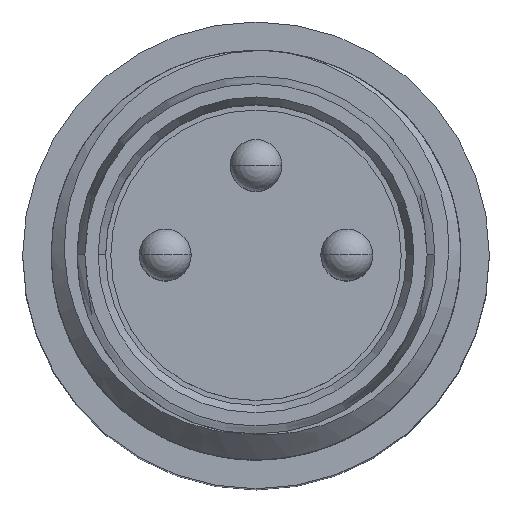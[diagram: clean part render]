
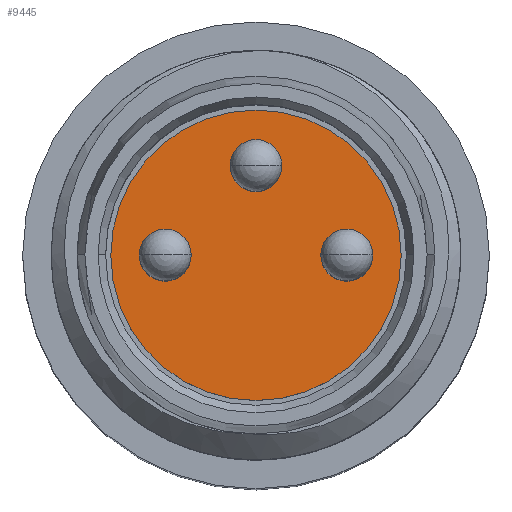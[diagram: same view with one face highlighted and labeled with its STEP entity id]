
A CAD part, top view. The second image highlights one B-rep face of the part: STEP entity #9445.
In plain terms, the highlighted planar face has unit normal (0, 0, 1).
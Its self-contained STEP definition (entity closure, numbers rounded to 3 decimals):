
#1614=CARTESIAN_POINT('',(0.,2.5,59.35));
#1615=DIRECTION('',(0.,0.,1.));
#1616=DIRECTION('',(-1.,0.,0.));
#1617=AXIS2_PLACEMENT_3D('',#1614,#1615,#1616);
#1619=CARTESIAN_POINT('',(0.,2.5,59.35));
#1620=DIRECTION('',(0.,0.,-1.));
#1621=DIRECTION('',(-1.,0.,0.));
#1622=AXIS2_PLACEMENT_3D('',#1619,#1620,#1621);
#1624=CARTESIAN_POINT('',(-1.75,2.5,59.35));
#1625=DIRECTION('',(0.,0.,-1.));
#1626=DIRECTION('',(-1.,0.,0.));
#1627=AXIS2_PLACEMENT_3D('',#1624,#1625,#1626);
#1629=CARTESIAN_POINT('',(-1.75,2.5,59.35));
#1630=DIRECTION('',(0.,0.,-1.));
#1631=DIRECTION('',(1.,0.,0.));
#1632=AXIS2_PLACEMENT_3D('',#1629,#1630,#1631);
#1634=CARTESIAN_POINT('',(0.,4.225,59.35));
#1635=DIRECTION('',(0.,0.,-1.));
#1636=DIRECTION('',(-1.,0.,0.));
#1637=AXIS2_PLACEMENT_3D('',#1634,#1635,#1636);
#1639=CARTESIAN_POINT('',(0.,4.225,59.35));
#1640=DIRECTION('',(0.,0.,-1.));
#1641=DIRECTION('',(1.,0.,0.));
#1642=AXIS2_PLACEMENT_3D('',#1639,#1640,#1641);
#1644=CARTESIAN_POINT('',(1.75,2.5,59.35));
#1645=DIRECTION('',(0.,0.,-1.));
#1646=DIRECTION('',(-1.,0.,0.));
#1647=AXIS2_PLACEMENT_3D('',#1644,#1645,#1646);
#1649=CARTESIAN_POINT('',(1.75,2.5,59.35));
#1650=DIRECTION('',(0.,0.,-1.));
#1651=DIRECTION('',(1.,0.,0.));
#1652=AXIS2_PLACEMENT_3D('',#1649,#1650,#1651);
#7584=CARTESIAN_POINT('',(-2.8,2.5,59.35));
#7585=CARTESIAN_POINT('',(2.8,2.5,59.35));
#7586=VERTEX_POINT('',#7584);
#7587=VERTEX_POINT('',#7585);
#7598=CARTESIAN_POINT('',(-2.25,2.5,59.35));
#7599=CARTESIAN_POINT('',(-1.25,2.5,59.35));
#7600=VERTEX_POINT('',#7598);
#7601=VERTEX_POINT('',#7599);
#7608=CARTESIAN_POINT('',(-0.5,4.225,59.35));
#7609=CARTESIAN_POINT('',(0.5,4.225,59.35));
#7610=VERTEX_POINT('',#7608);
#7611=VERTEX_POINT('',#7609);
#7618=CARTESIAN_POINT('',(1.25,2.5,59.35));
#7619=CARTESIAN_POINT('',(2.25,2.5,59.35));
#7620=VERTEX_POINT('',#7618);
#7621=VERTEX_POINT('',#7619);
#9418=CARTESIAN_POINT('',(0.,2.5,59.35));
#9419=DIRECTION('',(0.,0.,-1.));
#9420=DIRECTION('',(1.,0.,0.));
#9421=AXIS2_PLACEMENT_3D('',#9418,#9419,#9420);
#9422=PLANE('',#9421);
#9423=ORIENTED_EDGE('',*,*,#9412,.F.);
#9424=ORIENTED_EDGE('',*,*,#9398,.T.);
#9425=EDGE_LOOP('',(#9423,#9424));
#9426=FACE_OUTER_BOUND('',#9425,.F.);
#9428=ORIENTED_EDGE('',*,*,#9427,.F.);
#9430=ORIENTED_EDGE('',*,*,#9429,.F.);
#9431=EDGE_LOOP('',(#9428,#9430));
#9432=FACE_BOUND('',#9431,.F.);
#9434=ORIENTED_EDGE('',*,*,#9433,.F.);
#9436=ORIENTED_EDGE('',*,*,#9435,.F.);
#9437=EDGE_LOOP('',(#9434,#9436));
#9438=FACE_BOUND('',#9437,.F.);
#9440=ORIENTED_EDGE('',*,*,#9439,.F.);
#9442=ORIENTED_EDGE('',*,*,#9441,.F.);
#9443=EDGE_LOOP('',(#9440,#9442));
#9444=FACE_BOUND('',#9443,.F.);
#9445=ADVANCED_FACE('',(#9426,#9432,#9438,#9444),#9422,.F.);
#1618=CIRCLE('',#1617,2.8);
#1623=CIRCLE('',#1622,2.8);
#1628=CIRCLE('',#1627,0.5);
#1633=CIRCLE('',#1632,0.5);
#1638=CIRCLE('',#1637,0.5);
#1643=CIRCLE('',#1642,0.5);
#1648=CIRCLE('',#1647,0.5);
#1653=CIRCLE('',#1652,0.5);
#9398=EDGE_CURVE('',#7586,#7587,#1623,.T.);
#9412=EDGE_CURVE('',#7586,#7587,#1618,.T.);
#9427=EDGE_CURVE('',#7600,#7601,#1628,.T.);
#9429=EDGE_CURVE('',#7601,#7600,#1633,.T.);
#9433=EDGE_CURVE('',#7610,#7611,#1638,.T.);
#9435=EDGE_CURVE('',#7611,#7610,#1643,.T.);
#9439=EDGE_CURVE('',#7620,#7621,#1648,.T.);
#9441=EDGE_CURVE('',#7621,#7620,#1653,.T.);
